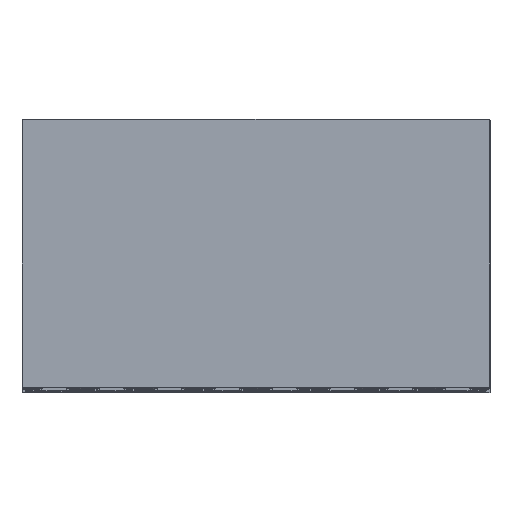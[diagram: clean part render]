
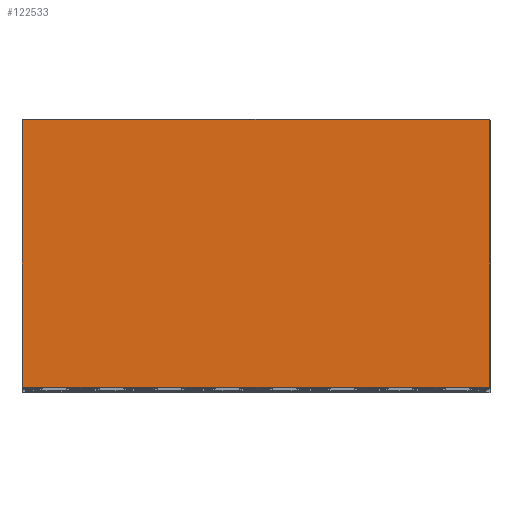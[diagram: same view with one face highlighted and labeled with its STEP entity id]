
A CAD part, front view. The second image highlights one B-rep face of the part: STEP entity #122533.
In plain terms, the highlighted free-form (B-spline) face has degree [1, 1] with [2, 2] control points.
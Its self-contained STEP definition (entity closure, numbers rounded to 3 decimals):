
#11363=ORIENTED_EDGE('trim curve',*,*,#65064,.T.);
#11364=ORIENTED_EDGE('trim curve',*,*,#65065,.T.);
#11365=ORIENTED_EDGE('trim curve',*,*,#65066,.T.);
#11366=ORIENTED_EDGE('trim curve',*,*,#65067,.T.);
#11367=ORIENTED_EDGE('trim curve',*,*,#65068,.T.);
#11368=ORIENTED_EDGE('trim curve',*,*,#65069,.T.);
#11369=ORIENTED_EDGE('trim curve',*,*,#65070,.T.);
#11370=ORIENTED_EDGE('trim curve',*,*,#65071,.T.);
#11371=ORIENTED_EDGE('trim curve',*,*,#65072,.T.);
#11372=ORIENTED_EDGE('trim curve',*,*,#65073,.T.);
#46863=VERTEX_POINT('Trimming Point',#158574);
#46864=VERTEX_POINT('Trimming Point',#158575);
#46865=VERTEX_POINT('Trimming Point',#158579);
#46866=VERTEX_POINT('Trimming Point',#158586);
#46867=VERTEX_POINT('Trimming Point',#158590);
#46868=VERTEX_POINT('Trimming Point',#158597);
#46869=VERTEX_POINT('Trimming Point',#158599);
#46870=VERTEX_POINT('Trimming Point',#158601);
#46871=VERTEX_POINT('Trimming Point',#158603);
#46872=VERTEX_POINT('Trimming Point',#158605);
#65064=EDGE_CURVE('Edge Curve',#46863,#46864,#87398,.T.);
#65065=EDGE_CURVE('Edge Curve',#46864,#46865,#87399,.T.);
#65066=EDGE_CURVE('Edge Curve',#46865,#46866,#87400,.T.);
#65067=EDGE_CURVE('Edge Curve',#46866,#46867,#87401,.T.);
#65068=EDGE_CURVE('Edge Curve',#46867,#46868,#87402,.T.);
#65069=EDGE_CURVE('Edge Curve',#46868,#46869,#87403,.T.);
#65070=EDGE_CURVE('Edge Curve',#46869,#46870,#87404,.T.);
#65071=EDGE_CURVE('Edge Curve',#46870,#46871,#87405,.T.);
#65072=EDGE_CURVE('Edge Curve',#46871,#46872,#87406,.T.);
#65073=EDGE_CURVE('Edge Curve',#46872,#46863,#87407,.T.);
#87398=(
BOUNDED_CURVE()
B_SPLINE_CURVE(1,(#158574,#158575),.UNSPECIFIED.,.U.,.U.)
B_SPLINE_CURVE_WITH_KNOTS((2,2),(-1.,0.),.UNSPECIFIED.)
CURVE()
GEOMETRIC_REPRESENTATION_ITEM()
RATIONAL_B_SPLINE_CURVE((1.,1.))
REPRESENTATION_ITEM('node')
);
#87399=(
BOUNDED_CURVE()
B_SPLINE_CURVE(3,(#158576,#158577,#158578,#158579),.UNSPECIFIED.,.U.,.U.)
B_SPLINE_CURVE_WITH_KNOTS((4,4),(0.,1.),.UNSPECIFIED.)
CURVE()
GEOMETRIC_REPRESENTATION_ITEM()
RATIONAL_B_SPLINE_CURVE((1.,1.,1.,1.))
REPRESENTATION_ITEM('node')
);
#87400=(
BOUNDED_CURVE()
B_SPLINE_CURVE(3,(#158580,#158581,#158582,#158583,#158584,#158585,#158586),
 .UNSPECIFIED.,.U.,.U.)
B_SPLINE_CURVE_WITH_KNOTS((4,3,4),(1.,46.,91.),
 .UNSPECIFIED.)
CURVE()
GEOMETRIC_REPRESENTATION_ITEM()
RATIONAL_B_SPLINE_CURVE((1.,0.949,0.949,1.,0.949,
0.949,1.))
REPRESENTATION_ITEM('node')
);
#87401=(
BOUNDED_CURVE()
B_SPLINE_CURVE(3,(#158587,#158588,#158589,#158590),.UNSPECIFIED.,.U.,.U.)
B_SPLINE_CURVE_WITH_KNOTS((4,4),(0.,1.),.UNSPECIFIED.)
CURVE()
GEOMETRIC_REPRESENTATION_ITEM()
RATIONAL_B_SPLINE_CURVE((1.,1.,1.,1.))
REPRESENTATION_ITEM('node')
);
#87402=(
BOUNDED_CURVE()
B_SPLINE_CURVE(3,(#158591,#158592,#158593,#158594,#158595,#158596,#158597),
 .UNSPECIFIED.,.U.,.U.)
B_SPLINE_CURVE_WITH_KNOTS((4,3,4),(1.,46.,91.),
 .UNSPECIFIED.)
CURVE()
GEOMETRIC_REPRESENTATION_ITEM()
RATIONAL_B_SPLINE_CURVE((1.,0.949,0.949,1.,0.949,
0.949,1.))
REPRESENTATION_ITEM('node')
);
#87403=(
BOUNDED_CURVE()
B_SPLINE_CURVE(1,(#158598,#158599),.UNSPECIFIED.,.U.,.U.)
B_SPLINE_CURVE_WITH_KNOTS((2,2),(0.,1.),.UNSPECIFIED.)
CURVE()
GEOMETRIC_REPRESENTATION_ITEM()
RATIONAL_B_SPLINE_CURVE((1.,1.))
REPRESENTATION_ITEM('node')
);
#87404=(
BOUNDED_CURVE()
B_SPLINE_CURVE(1,(#158600,#158601),.UNSPECIFIED.,.U.,.U.)
B_SPLINE_CURVE_WITH_KNOTS((2,2),(-1.,0.),.UNSPECIFIED.)
CURVE()
GEOMETRIC_REPRESENTATION_ITEM()
RATIONAL_B_SPLINE_CURVE((1.,1.))
REPRESENTATION_ITEM('node')
);
#87405=(
BOUNDED_CURVE()
B_SPLINE_CURVE(1,(#158602,#158603),.UNSPECIFIED.,.U.,.U.)
B_SPLINE_CURVE_WITH_KNOTS((2,2),(0.,1.),.UNSPECIFIED.)
CURVE()
GEOMETRIC_REPRESENTATION_ITEM()
RATIONAL_B_SPLINE_CURVE((1.,1.))
REPRESENTATION_ITEM('node')
);
#87406=(
BOUNDED_CURVE()
B_SPLINE_CURVE(1,(#158604,#158605),.UNSPECIFIED.,.U.,.U.)
B_SPLINE_CURVE_WITH_KNOTS((2,2),(0.,1.),.UNSPECIFIED.)
CURVE()
GEOMETRIC_REPRESENTATION_ITEM()
RATIONAL_B_SPLINE_CURVE((1.,1.))
REPRESENTATION_ITEM('node')
);
#87407=(
BOUNDED_CURVE()
B_SPLINE_CURVE(1,(#158606,#158607),.UNSPECIFIED.,.U.,.U.)
B_SPLINE_CURVE_WITH_KNOTS((2,2),(0.,1.),.UNSPECIFIED.)
CURVE()
GEOMETRIC_REPRESENTATION_ITEM()
RATIONAL_B_SPLINE_CURVE((1.,1.))
REPRESENTATION_ITEM('node')
);
#103264=EDGE_LOOP('trim boundary',(#11363,#11364,#11365,#11366,#11367,#11368,
#11369,#11370,#11371,#11372));
#109891=FACE_OUTER_BOUND('Boundary Edges',#103264,.T.);
#116212=(
BOUNDED_SURFACE()
B_SPLINE_SURFACE(1,1,((#158570,#158571),(#158572,#158573)),.UNSPECIFIED.,
 .U.,.U.,.U.)
B_SPLINE_SURFACE_WITH_KNOTS((2,2),(2,2),(42.97,599.03),
(0.891,319.418),.UNSPECIFIED.)
GEOMETRIC_REPRESENTATION_ITEM()
RATIONAL_B_SPLINE_SURFACE(((1.,1.),(1.,1.)))
REPRESENTATION_ITEM('trim region')
SURFACE()
);
#122533=ADVANCED_FACE('trim region',(#109891),#116212,.T.);
#158570=CARTESIAN_POINT('CVs',(-278.03,2.482,87.411));
#158571=CARTESIAN_POINT('CVs',(-278.03,2.482,405.939));
#158572=CARTESIAN_POINT('CVs',(278.03,2.482,87.411));
#158573=CARTESIAN_POINT('CVs',(278.03,2.482,405.939));
#158574=CARTESIAN_POINT('CVs',(267.02,2.482,94.507));
#158575=CARTESIAN_POINT('CVs',(267.337,2.482,94.507));
#158576=CARTESIAN_POINT('CVs',(267.337,2.482,94.507));
#158577=CARTESIAN_POINT('CVs',(267.337,2.482,195.737));
#158578=CARTESIAN_POINT('CVs',(267.337,2.482,296.967));
#158579=CARTESIAN_POINT('CVs',(267.337,2.482,398.197));
#158580=CARTESIAN_POINT('CVs',(267.337,2.482,398.197));
#158581=CARTESIAN_POINT('CVs',(267.337,2.482,398.631));
#158582=CARTESIAN_POINT('CVs',(267.17,2.482,399.033));
#158583=CARTESIAN_POINT('CVs',(266.863,2.482,399.34));
#158584=CARTESIAN_POINT('CVs',(266.556,2.482,399.647));
#158585=CARTESIAN_POINT('CVs',(266.154,2.482,399.814));
#158586=CARTESIAN_POINT('CVs',(265.72,2.482,399.814));
#158587=CARTESIAN_POINT('CVs',(265.72,2.482,399.814));
#158588=CARTESIAN_POINT('CVs',(88.573,2.482,399.814));
#158589=CARTESIAN_POINT('CVs',(-88.573,2.482,399.814));
#158590=CARTESIAN_POINT('CVs',(-265.72,2.482,399.814));
#158591=CARTESIAN_POINT('CVs',(-265.72,2.482,399.814));
#158592=CARTESIAN_POINT('CVs',(-266.154,2.482,399.814));
#158593=CARTESIAN_POINT('CVs',(-266.556,2.482,399.647));
#158594=CARTESIAN_POINT('CVs',(-266.863,2.482,399.34));
#158595=CARTESIAN_POINT('CVs',(-267.17,2.482,399.033));
#158596=CARTESIAN_POINT('CVs',(-267.337,2.482,398.631));
#158597=CARTESIAN_POINT('CVs',(-267.337,2.482,398.197));
#158598=CARTESIAN_POINT('CVs',(-267.337,2.482,398.197));
#158599=CARTESIAN_POINT('CVs',(-267.337,2.482,94.507));
#158600=CARTESIAN_POINT('CVs',(-267.337,2.482,94.507));
#158601=CARTESIAN_POINT('CVs',(-267.02,2.482,94.507));
#158602=CARTESIAN_POINT('CVs',(-267.02,2.482,94.507));
#158603=CARTESIAN_POINT('CVs',(-267.02,2.482,93.537));
#158604=CARTESIAN_POINT('CVs',(-267.02,2.482,93.537));
#158605=CARTESIAN_POINT('CVs',(267.02,2.482,93.537));
#158606=CARTESIAN_POINT('CVs',(267.02,2.482,93.537));
#158607=CARTESIAN_POINT('CVs',(267.02,2.482,94.507));
